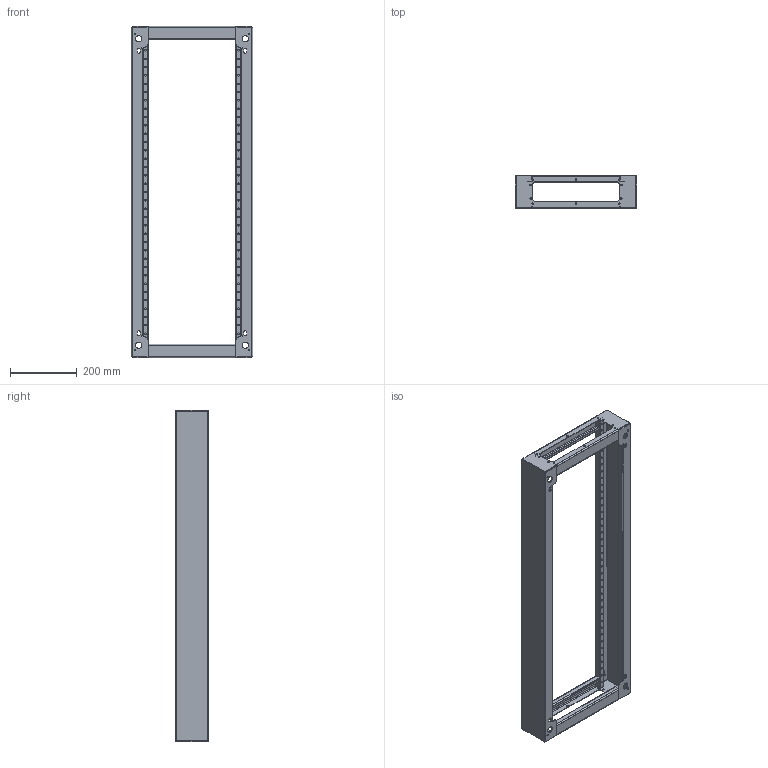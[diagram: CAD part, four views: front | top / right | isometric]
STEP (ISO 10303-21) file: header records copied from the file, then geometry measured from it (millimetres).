
FILE_DESCRIPTION (( 'STEP AP214' ), '1' );
FILE_NAME ('915.114.STEP', '2024-08-21T11:34:52', ( '' ), ( '' ), 'SwSTEP 2.0', 'SolidWorks 2021', '' );
FILE_SCHEMA (( 'AUTOMOTIVE_DESIGN' ));
Length unit declared in the file: millimetre
Products named in the file (3): 915.114; 915.114-01; 915.114-02
Assembly tree (4 placements, depth 2):
  915.114
    915.114-01  x2
    915.114-02  x2
Bounding box: 364 x 100 x 994 mm (x, y, z)
Volume: 1078811.2 mm3; surface area: 1100575.3 mm2
Topology: 4 solids, 4 shells, 552 faces, 1456 edges, 912 vertices
Faces by surface type: cylinder 328, plane 224
Entity records: 8930 total; most frequent: DIRECTION 1622, CARTESIAN_POINT 1467, ORIENTED_EDGE 1456, EDGE_CURVE 728, AXIS2_PLACEMENT_3D 611, VERTEX_POINT 456, LINE 400, VECTOR 400
